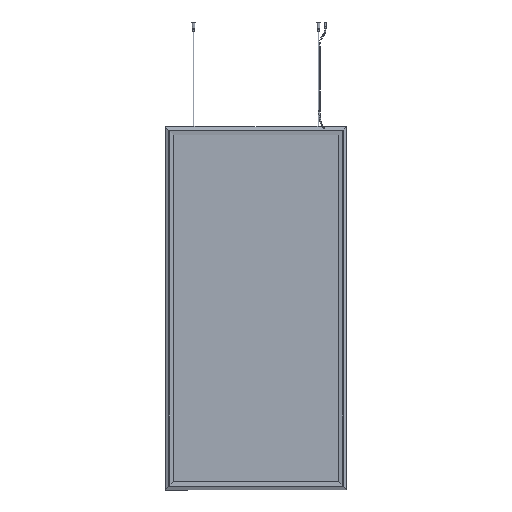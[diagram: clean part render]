
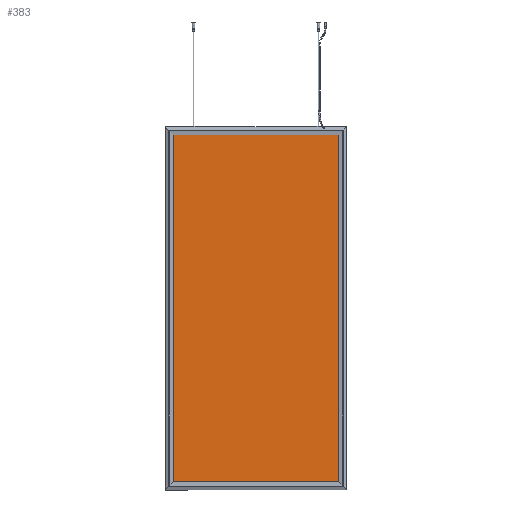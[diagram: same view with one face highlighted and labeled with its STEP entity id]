
A CAD part, front view. The second image highlights one B-rep face of the part: STEP entity #383.
In plain terms, the highlighted planar face has unit normal (0, -1, 0).
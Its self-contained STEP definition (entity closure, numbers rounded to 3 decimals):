
#383=ADVANCED_FACE('',(#678),#4741,.T.);
#678=FACE_OUTER_BOUND('',#984,.T.);
#984=EDGE_LOOP('',(#2124,#2125,#2126,#2127,#2128,#2129,#2130,#2131,#2132,
#2133,#2134,#2135,#2136,#2137,#2138,#2139));
#2124=ORIENTED_EDGE('',*,*,#3097,.F.);
#2125=ORIENTED_EDGE('',*,*,#3076,.F.);
#2126=ORIENTED_EDGE('',*,*,#3065,.F.);
#2127=ORIENTED_EDGE('',*,*,#3077,.F.);
#2128=ORIENTED_EDGE('',*,*,#3093,.F.);
#2129=ORIENTED_EDGE('',*,*,#3078,.F.);
#2130=ORIENTED_EDGE('',*,*,#3074,.F.);
#2131=ORIENTED_EDGE('',*,*,#3079,.F.);
#2132=ORIENTED_EDGE('',*,*,#3085,.F.);
#2133=ORIENTED_EDGE('',*,*,#3080,.F.);
#2134=ORIENTED_EDGE('',*,*,#3067,.F.);
#2135=ORIENTED_EDGE('',*,*,#3081,.F.);
#2136=ORIENTED_EDGE('',*,*,#3089,.F.);
#2137=ORIENTED_EDGE('',*,*,#3082,.F.);
#2138=ORIENTED_EDGE('',*,*,#3070,.F.);
#2139=ORIENTED_EDGE('',*,*,#3075,.F.);
#3065=EDGE_CURVE('',#4352,#4351,#3902,.T.);
#3067=EDGE_CURVE('',#4353,#4354,#3904,.T.);
#3070=EDGE_CURVE('',#4355,#4356,#3907,.T.);
#3074=EDGE_CURVE('',#4358,#4357,#3911,.T.);
#3075=EDGE_CURVE('',#4359,#4355,#3912,.T.);
#3076=EDGE_CURVE('',#4351,#4360,#3913,.T.);
#3077=EDGE_CURVE('',#4361,#4352,#3914,.T.);
#3078=EDGE_CURVE('',#4357,#4362,#3915,.T.);
#3079=EDGE_CURVE('',#4363,#4358,#3916,.T.);
#3080=EDGE_CURVE('',#4354,#4364,#3917,.T.);
#3081=EDGE_CURVE('',#4365,#4353,#3918,.T.);
#3082=EDGE_CURVE('',#4356,#4366,#3919,.T.);
#3085=EDGE_CURVE('',#4364,#4363,#3603,.T.);
#3089=EDGE_CURVE('',#4366,#4365,#3605,.T.);
#3093=EDGE_CURVE('',#4362,#4361,#3607,.T.);
#3097=EDGE_CURVE('',#4360,#4359,#3609,.T.);
#3603=(
BOUNDED_CURVE()
B_SPLINE_CURVE(2,(#12285,#12286,#12287),.UNSPECIFIED.,.F.,.F.)
B_SPLINE_CURVE_WITH_KNOTS((3,3),(-1.571,0.),.UNSPECIFIED.)
CURVE()
GEOMETRIC_REPRESENTATION_ITEM()
RATIONAL_B_SPLINE_CURVE((1.,0.707,1.))
REPRESENTATION_ITEM('')
);
#3605=(
BOUNDED_CURVE()
B_SPLINE_CURVE(2,(#12295,#12296,#12297),.UNSPECIFIED.,.F.,.F.)
B_SPLINE_CURVE_WITH_KNOTS((3,3),(-1.571,0.),.UNSPECIFIED.)
CURVE()
GEOMETRIC_REPRESENTATION_ITEM()
RATIONAL_B_SPLINE_CURVE((1.,0.707,1.))
REPRESENTATION_ITEM('')
);
#3607=(
BOUNDED_CURVE()
B_SPLINE_CURVE(2,(#12305,#12306,#12307),.UNSPECIFIED.,.F.,.F.)
B_SPLINE_CURVE_WITH_KNOTS((3,3),(-1.571,0.),.UNSPECIFIED.)
CURVE()
GEOMETRIC_REPRESENTATION_ITEM()
RATIONAL_B_SPLINE_CURVE((1.,0.707,1.))
REPRESENTATION_ITEM('')
);
#3609=(
BOUNDED_CURVE()
B_SPLINE_CURVE(2,(#12315,#12316,#12317),.UNSPECIFIED.,.F.,.F.)
B_SPLINE_CURVE_WITH_KNOTS((3,3),(-1.571,0.),.UNSPECIFIED.)
CURVE()
GEOMETRIC_REPRESENTATION_ITEM()
RATIONAL_B_SPLINE_CURVE((1.,0.707,1.))
REPRESENTATION_ITEM('')
);
#3902=B_SPLINE_CURVE_WITH_KNOTS('',1,(#12245,#12246),.UNSPECIFIED.,.F.,
 .F.,(2,2),(0.,1491.),.UNSPECIFIED.);
#3904=B_SPLINE_CURVE_WITH_KNOTS('',1,(#12249,#12250),.UNSPECIFIED.,.F.,
 .F.,(2,2),(0.,1491.),.UNSPECIFIED.);
#3907=B_SPLINE_CURVE_WITH_KNOTS('',1,(#12255,#12256),.UNSPECIFIED.,.F.,
 .F.,(2,2),(0.,727.),.UNSPECIFIED.);
#3911=B_SPLINE_CURVE_WITH_KNOTS('',1,(#12263,#12264),.UNSPECIFIED.,.F.,
 .F.,(2,2),(0.,727.),.UNSPECIFIED.);
#3912=B_SPLINE_CURVE_WITH_KNOTS('',1,(#12265,#12266),.UNSPECIFIED.,.F.,
 .F.,(2,2),(0.,3.5),.UNSPECIFIED.);
#3913=B_SPLINE_CURVE_WITH_KNOTS('',1,(#12267,#12268),.UNSPECIFIED.,.F.,
 .F.,(2,2),(-2.,0.),.UNSPECIFIED.);
#3914=B_SPLINE_CURVE_WITH_KNOTS('',1,(#12269,#12270),.UNSPECIFIED.,.F.,
 .F.,(2,2),(0.,2.),.UNSPECIFIED.);
#3915=B_SPLINE_CURVE_WITH_KNOTS('',1,(#12271,#12272),.UNSPECIFIED.,.F.,
 .F.,(2,2),(-3.5,0.),.UNSPECIFIED.);
#3916=B_SPLINE_CURVE_WITH_KNOTS('',1,(#12273,#12274),.UNSPECIFIED.,.F.,
 .F.,(2,2),(0.,3.5),.UNSPECIFIED.);
#3917=B_SPLINE_CURVE_WITH_KNOTS('',1,(#12275,#12276),.UNSPECIFIED.,.F.,
 .F.,(2,2),(-2.,0.),.UNSPECIFIED.);
#3918=B_SPLINE_CURVE_WITH_KNOTS('',1,(#12277,#12278),.UNSPECIFIED.,.F.,
 .F.,(2,2),(0.,2.),.UNSPECIFIED.);
#3919=B_SPLINE_CURVE_WITH_KNOTS('',1,(#12279,#12280),.UNSPECIFIED.,.F.,
 .F.,(2,2),(-3.5,0.),.UNSPECIFIED.);
#4351=VERTEX_POINT('',#12201);
#4352=VERTEX_POINT('',#12202);
#4353=VERTEX_POINT('',#12203);
#4354=VERTEX_POINT('',#12204);
#4355=VERTEX_POINT('',#12205);
#4356=VERTEX_POINT('',#12206);
#4357=VERTEX_POINT('',#12207);
#4358=VERTEX_POINT('',#12208);
#4359=VERTEX_POINT('',#12209);
#4360=VERTEX_POINT('',#12210);
#4361=VERTEX_POINT('',#12211);
#4362=VERTEX_POINT('',#12212);
#4363=VERTEX_POINT('',#12213);
#4364=VERTEX_POINT('',#12214);
#4365=VERTEX_POINT('',#12215);
#4366=VERTEX_POINT('',#12216);
#4741=PLANE('',#4868);
#4868=AXIS2_PLACEMENT_3D('',#12104,#4962,$);
#4962=DIRECTION('',(0.,-1.,0.));
#12104=CARTESIAN_POINT('',(-440.41,-2.,-980.566));
#12201=CARTESIAN_POINT('',(-366.5,-2.,665.544));
#12202=CARTESIAN_POINT('',(-366.5,-2.,-825.456));
#12203=CARTESIAN_POINT('',(366.5,-2.,665.544));
#12204=CARTESIAN_POINT('',(366.5,-2.,-825.456));
#12205=CARTESIAN_POINT('',(-363.5,-2.,670.044));
#12206=CARTESIAN_POINT('',(363.5,-2.,670.044));
#12207=CARTESIAN_POINT('',(-363.5,-2.,-829.956));
#12208=CARTESIAN_POINT('',(363.5,-2.,-829.956));
#12209=CARTESIAN_POINT('',(-363.5,-2.,666.544));
#12210=CARTESIAN_POINT('',(-364.5,-2.,665.544));
#12211=CARTESIAN_POINT('',(-364.5,-2.,-825.456));
#12212=CARTESIAN_POINT('',(-363.5,-2.,-826.456));
#12213=CARTESIAN_POINT('',(363.5,-2.,-826.456));
#12214=CARTESIAN_POINT('',(364.5,-2.,-825.456));
#12215=CARTESIAN_POINT('',(364.5,-2.,665.544));
#12216=CARTESIAN_POINT('',(363.5,-2.,666.544));
#12245=CARTESIAN_POINT('',(-366.5,-2.,-825.456));
#12246=CARTESIAN_POINT('',(-366.5,-2.,665.544));
#12249=CARTESIAN_POINT('',(366.5,-2.,665.544));
#12250=CARTESIAN_POINT('',(366.5,-2.,-825.456));
#12255=CARTESIAN_POINT('',(-363.5,-2.,670.044));
#12256=CARTESIAN_POINT('',(363.5,-2.,670.044));
#12263=CARTESIAN_POINT('',(363.5,-2.,-829.956));
#12264=CARTESIAN_POINT('',(-363.5,-2.,-829.956));
#12265=CARTESIAN_POINT('',(-363.5,-2.,666.544));
#12266=CARTESIAN_POINT('',(-363.5,-2.,670.044));
#12267=CARTESIAN_POINT('',(-366.5,-2.,665.544));
#12268=CARTESIAN_POINT('',(-364.5,-2.,665.544));
#12269=CARTESIAN_POINT('',(-364.5,-2.,-825.456));
#12270=CARTESIAN_POINT('',(-366.5,-2.,-825.456));
#12271=CARTESIAN_POINT('',(-363.5,-2.,-829.956));
#12272=CARTESIAN_POINT('',(-363.5,-2.,-826.456));
#12273=CARTESIAN_POINT('',(363.5,-2.,-826.456));
#12274=CARTESIAN_POINT('',(363.5,-2.,-829.956));
#12275=CARTESIAN_POINT('',(366.5,-2.,-825.456));
#12276=CARTESIAN_POINT('',(364.5,-2.,-825.456));
#12277=CARTESIAN_POINT('',(364.5,-2.,665.544));
#12278=CARTESIAN_POINT('',(366.5,-2.,665.544));
#12279=CARTESIAN_POINT('',(363.5,-2.,670.044));
#12280=CARTESIAN_POINT('',(363.5,-2.,666.544));
#12285=CARTESIAN_POINT('',(364.5,-2.,-825.456));
#12286=CARTESIAN_POINT('',(363.5,-2.,-825.456));
#12287=CARTESIAN_POINT('',(363.5,-2.,-826.456));
#12295=CARTESIAN_POINT('',(363.5,-2.,666.544));
#12296=CARTESIAN_POINT('',(363.5,-2.,665.544));
#12297=CARTESIAN_POINT('',(364.5,-2.,665.544));
#12305=CARTESIAN_POINT('',(-363.5,-2.,-826.456));
#12306=CARTESIAN_POINT('',(-363.5,-2.,-825.456));
#12307=CARTESIAN_POINT('',(-364.5,-2.,-825.456));
#12315=CARTESIAN_POINT('',(-364.5,-2.,665.544));
#12316=CARTESIAN_POINT('',(-363.5,-2.,665.544));
#12317=CARTESIAN_POINT('',(-363.5,-2.,666.544));
